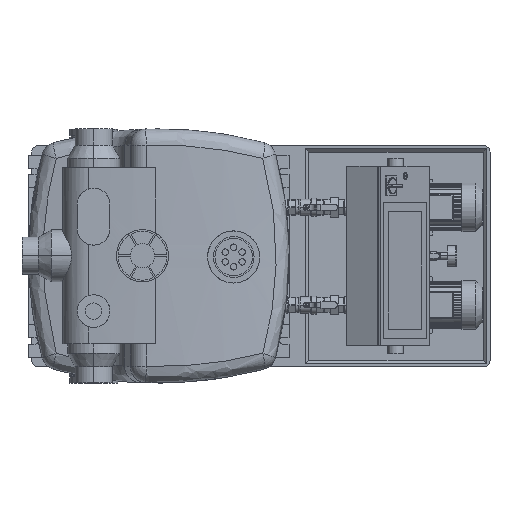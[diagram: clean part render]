
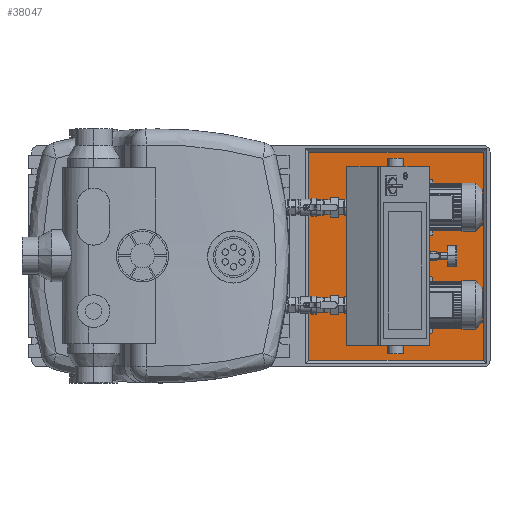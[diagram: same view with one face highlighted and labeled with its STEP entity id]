
A CAD part, top view. The second image highlights one B-rep face of the part: STEP entity #38047.
In plain terms, the highlighted planar face has unit normal (0, 0, 1).
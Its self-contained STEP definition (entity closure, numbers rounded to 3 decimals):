
#37917=CARTESIAN_POINT('',(270.0,320.,80.0));
#37918=VERTEX_POINT('',#37917);
#37927=CARTESIAN_POINT('',(270.0,-320.,80.0));
#37928=VERTEX_POINT('',#37927);
#37929=CARTESIAN_POINT('',(270.0,320.,80.0));
#37930=DIRECTION('',(0.0,-1.0,0.0));
#37931=VECTOR('',#37930,640.);
#37932=LINE('',#37929,#37931);
#37933=EDGE_CURVE('',#37918,#37928,#37932,.T.);
#37966=CARTESIAN_POINT('',(-267.,-320.0,80.0));
#37967=VERTEX_POINT('',#37966);
#37968=CARTESIAN_POINT('',(270.0,-320.,80.0));
#37969=DIRECTION('',(-1.0,0.0,0.0));
#37970=VECTOR('',#37969,537.);
#37971=LINE('',#37968,#37970);
#37972=EDGE_CURVE('',#37928,#37967,#37971,.T.);
#37990=CARTESIAN_POINT('',(-267.,320.,80.0));
#37991=VERTEX_POINT('',#37990);
#38005=CARTESIAN_POINT('',(-267.,-320.0,80.0));
#38006=DIRECTION('',(0.0,1.0,0.0));
#38007=VECTOR('',#38006,640.);
#38008=LINE('',#38005,#38007);
#38009=EDGE_CURVE('',#37967,#37991,#38008,.T.);
#38027=CARTESIAN_POINT('',(-267.,320.,80.0));
#38028=DIRECTION('',(1.0,0.0,0.0));
#38029=VECTOR('',#38028,537.);
#38030=LINE('',#38027,#38029);
#38031=EDGE_CURVE('',#37991,#37918,#38030,.T.);
#38036=CARTESIAN_POINT('',(1.5,0.,80.0));
#38037=DIRECTION('',(0.0,0.0,1.0));
#38038=DIRECTION('',(1.0,0.0,0.0));
#38039=AXIS2_PLACEMENT_3D('',#38036,#38037,#38038);
#38040=PLANE('',#38039);
#38041=ORIENTED_EDGE('',*,*,#37933,.F.);
#38042=ORIENTED_EDGE('',*,*,#38031,.F.);
#38043=ORIENTED_EDGE('',*,*,#38009,.F.);
#38044=ORIENTED_EDGE('',*,*,#37972,.F.);
#38045=EDGE_LOOP('',(#38041,#38042,#38043,#38044));
#38046=FACE_OUTER_BOUND('',#38045,.T.);
#38047=ADVANCED_FACE('',(#38046),#38040,.T.);
